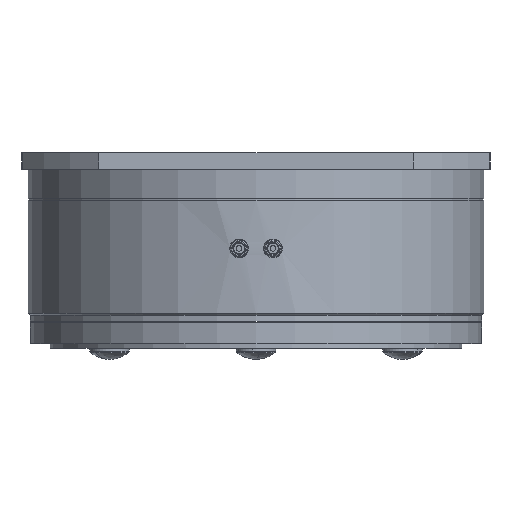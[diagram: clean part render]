
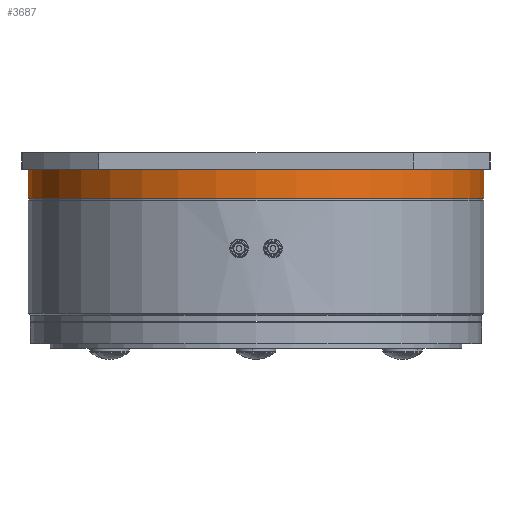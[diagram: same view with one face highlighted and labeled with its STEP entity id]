
A CAD part, front view. The second image highlights one B-rep face of the part: STEP entity #3687.
In plain terms, the highlighted cylindrical face has radius 40.4 mm (diameter 80.8 mm), a partial arc.
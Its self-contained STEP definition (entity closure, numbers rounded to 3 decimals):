
#438 = VERTEX_POINT ( 'NONE', #3957 ) ;
#452 = AXIS2_PLACEMENT_3D ( 'NONE', #3712, #6007, #1911 ) ;
#644 = DIRECTION ( 'NONE',  ( 0., 0., -1. ) ) ;
#736 = ORIENTED_EDGE ( 'NONE', *, *, #1338, .T. ) ;
#939 = DIRECTION ( 'NONE',  ( 0., 0., -1. ) ) ;
#1338 = EDGE_CURVE ( 'NONE', #4673, #4842, #6176, .T. ) ;
#1403 = LINE ( 'NONE', #4408, #3339 ) ;
#1599 = AXIS2_PLACEMENT_3D ( 'NONE', #2912, #5872, #2171 ) ;
#1911 = DIRECTION ( 'NONE',  ( -1., 0., 0. ) ) ;
#2004 = EDGE_CURVE ( 'NONE', #8178, #438, #1403, .T. ) ;
#2005 = ORIENTED_EDGE ( 'NONE', *, *, #7884, .F. ) ;
#2171 = DIRECTION ( 'NONE',  ( -1., 0., 0. ) ) ;
#2912 = CARTESIAN_POINT ( 'NONE',  ( 0., 0., -8.2 ) ) ;
#3167 = EDGE_CURVE ( 'NONE', #8178, #4673, #7063, .T. ) ;
#3339 = VECTOR ( 'NONE', #644, 1000. ) ;
#3687 = ADVANCED_FACE ( 'NONE', ( #9041 ), #9087, .T. ) ;
#3712 = CARTESIAN_POINT ( 'NONE',  ( 0., 0., -3. ) ) ;
#3957 = CARTESIAN_POINT ( 'NONE',  ( 40.4, 0., -8.2 ) ) ;
#4408 = CARTESIAN_POINT ( 'NONE',  ( 40.4, 0., -7.878 ) ) ;
#4486 = VECTOR ( 'NONE', #8547, 1000. ) ;
#4666 = CARTESIAN_POINT ( 'NONE',  ( -40.4, 0., -8.2 ) ) ;
#4673 = VERTEX_POINT ( 'NONE', #8590 ) ;
#4758 = CARTESIAN_POINT ( 'NONE',  ( 40.4, 0., -3. ) ) ;
#4842 = VERTEX_POINT ( 'NONE', #4666 ) ;
#5872 = DIRECTION ( 'NONE',  ( 0., 0., -1. ) ) ;
#6007 = DIRECTION ( 'NONE',  ( 0., 0., -1. ) ) ;
#6176 = LINE ( 'NONE', #7007, #4486 ) ;
#6491 = CIRCLE ( 'NONE', #1599, 40.4 ) ;
#6813 = CARTESIAN_POINT ( 'NONE',  ( 0., 0., -7.878 ) ) ;
#6841 = AXIS2_PLACEMENT_3D ( 'NONE', #6813, #939, #6915 ) ;
#6915 = DIRECTION ( 'NONE',  ( -1., 0., 0. ) ) ;
#7007 = CARTESIAN_POINT ( 'NONE',  ( -40.4, 0., -7.878 ) ) ;
#7063 = CIRCLE ( 'NONE', #452, 40.4 ) ;
#7065 = ORIENTED_EDGE ( 'NONE', *, *, #2004, .F. ) ;
#7490 = ORIENTED_EDGE ( 'NONE', *, *, #3167, .T. ) ;
#7884 = EDGE_CURVE ( 'NONE', #438, #4842, #6491, .T. ) ;
#8178 = VERTEX_POINT ( 'NONE', #4758 ) ;
#8547 = DIRECTION ( 'NONE',  ( 0., 0., -1. ) ) ;
#8590 = CARTESIAN_POINT ( 'NONE',  ( -40.4, 0., -3. ) ) ;
#8786 = EDGE_LOOP ( 'NONE', ( #7065, #7490, #736, #2005 ) ) ;
#9041 = FACE_OUTER_BOUND ( 'NONE', #8786, .T. ) ;
#9087 = CYLINDRICAL_SURFACE ( 'NONE', #6841, 40.4 ) ;
